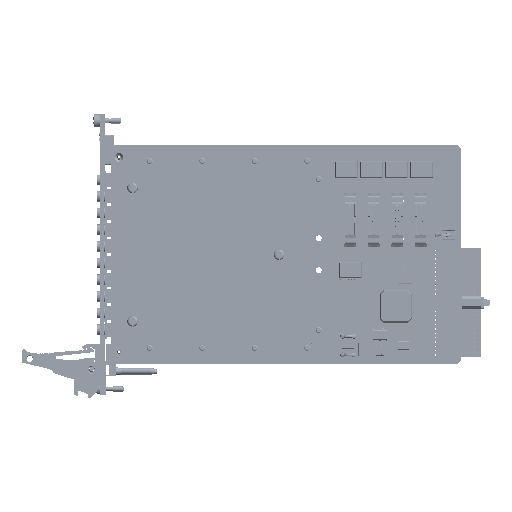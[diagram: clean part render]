
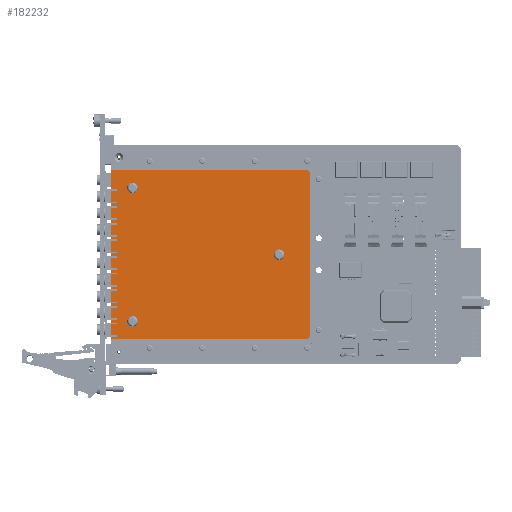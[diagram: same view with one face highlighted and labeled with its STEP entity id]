
A CAD part, top view. The second image highlights one B-rep face of the part: STEP entity #182232.
In plain terms, the highlighted planar face has unit normal (0, 0, 1).
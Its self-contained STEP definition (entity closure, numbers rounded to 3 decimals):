
#4385 = PLANE ( 'NONE',  #152280 ) ;
#4393 = CARTESIAN_POINT ( 'NONE',  ( 5.325, -32.663, 6.13 ) ) ;
#4394 = DIRECTION ( 'NONE',  ( 0., 0., 1. ) ) ;
#4395 = DIRECTION ( 'NONE',  ( -1., 0., 0. ) ) ;
#5800 = EDGE_LOOP ( 'NONE', ( #16720 ) ) ;
#5804 = EDGE_LOOP ( 'NONE', ( #16703, #16706, #16708, #16711, #16714, #16717 ) ) ;
#5811 = EDGE_LOOP ( 'NONE', ( #16723 ) ) ;
#5822 = EDGE_LOOP ( 'NONE', ( #16725 ) ) ;
#16703 = ORIENTED_EDGE ( 'NONE', *, *, #22623, .F. ) ;
#16706 = ORIENTED_EDGE ( 'NONE', *, *, #21595, .F. ) ;
#16708 = ORIENTED_EDGE ( 'NONE', *, *, #21624, .F. ) ;
#16711 = ORIENTED_EDGE ( 'NONE', *, *, #21652, .F. ) ;
#16714 = ORIENTED_EDGE ( 'NONE', *, *, #21683, .F. ) ;
#16717 = ORIENTED_EDGE ( 'NONE', *, *, #22644, .F. ) ;
#16720 = ORIENTED_EDGE ( 'NONE', *, *, #22654, .T. ) ;
#16723 = ORIENTED_EDGE ( 'NONE', *, *, #22665, .T. ) ;
#16725 = ORIENTED_EDGE ( 'NONE', *, *, #22671, .T. ) ;
#21595 = EDGE_CURVE ( 'NONE', #209653, #209641, #130304, .T. ) ;
#21624 = EDGE_CURVE ( 'NONE', #209650, #209653, #48577, .T. ) ;
#21652 = EDGE_CURVE ( 'NONE', #209657, #209650, #48646, .T. ) ;
#21683 = EDGE_CURVE ( 'NONE', #209659, #209657, #48700, .T. ) ;
#22623 = EDGE_CURVE ( 'NONE', #209641, #209882, #257331, .T. ) ;
#22644 = EDGE_CURVE ( 'NONE', #209882, #209659, #257345, .T. ) ;
#22654 = EDGE_CURVE ( 'NONE', #150209, #150209, #257352, .T. ) ;
#22665 = EDGE_CURVE ( 'NONE', #150215, #150215, #257360, .T. ) ;
#22671 = EDGE_CURVE ( 'NONE', #150217, #150217, #257354, .T. ) ;
#26268 = CARTESIAN_POINT ( 'NONE',  ( -74.225, 36.626, 6.13 ) ) ;
#26279 = CARTESIAN_POINT ( 'NONE',  ( -74.225, -24.334, 6.13 ) ) ;
#26281 = CARTESIAN_POINT ( 'NONE',  ( -7.225, 6.137, 6.13 ) ) ;
#48577 = LINE ( 'NONE', #129470, #48580 ) ;
#48580 = VECTOR ( 'NONE', #129476, 1000. ) ;
#48646 = CIRCLE ( 'NONE', #55852, 1.9 ) ;
#48700 = LINE ( 'NONE', #129652, #48721 ) ;
#48721 = VECTOR ( 'NONE', #129656, 1000. ) ;
#55847 = AXIS2_PLACEMENT_3D ( 'NONE', #129386, #129387, #129390 ) ;
#55852 = AXIS2_PLACEMENT_3D ( 'NONE', #129566, #129569, #129570 ) ;
#94207 = CARTESIAN_POINT ( 'NONE',  ( 3.325, -32.563, 6.13 ) ) ;
#94219 = CARTESIAN_POINT ( 'NONE',  ( 5.225, 42.937, 6.13 ) ) ;
#94222 = CARTESIAN_POINT ( 'NONE',  ( 5.225, -30.663, 6.13 ) ) ;
#94231 = CARTESIAN_POINT ( 'NONE',  ( 3.325, 44.837, 6.13 ) ) ;
#94235 = CARTESIAN_POINT ( 'NONE',  ( -85.975, 44.837, 6.13 ) ) ;
#94568 = CARTESIAN_POINT ( 'NONE',  ( -85.975, -32.563, 6.13 ) ) ;
#129386 = CARTESIAN_POINT ( 'NONE',  ( 3.325, -30.663, 6.13 ) ) ;
#129387 = DIRECTION ( 'NONE',  ( 0., 0., -1. ) ) ;
#129390 = DIRECTION ( 'NONE',  ( -1., 0., 0. ) ) ;
#129470 = CARTESIAN_POINT ( 'NONE',  ( 5.225, -30.663, 6.13 ) ) ;
#129476 = DIRECTION ( 'NONE',  ( 0., -1., 0. ) ) ;
#129566 = CARTESIAN_POINT ( 'NONE',  ( 3.325, 42.937, 6.13 ) ) ;
#129569 = DIRECTION ( 'NONE',  ( 0., 0., -1. ) ) ;
#129570 = DIRECTION ( 'NONE',  ( -1., 0., 0. ) ) ;
#129652 = CARTESIAN_POINT ( 'NONE',  ( 3.325, 44.837, 6.13 ) ) ;
#129656 = DIRECTION ( 'NONE',  ( 1., 0., 0. ) ) ;
#130304 = CIRCLE ( 'NONE', #55847, 1.9 ) ;
#150209 = VERTEX_POINT ( 'NONE', #26268 ) ;
#150215 = VERTEX_POINT ( 'NONE', #26279 ) ;
#150217 = VERTEX_POINT ( 'NONE', #26281 ) ;
#152280 = AXIS2_PLACEMENT_3D ( 'NONE', #4393, #4394, #4395 ) ;
#158352 = FACE_OUTER_BOUND ( 'NONE', #5804, .T. ) ;
#158354 = FACE_BOUND ( 'NONE', #5811, .T. ) ;
#158358 = FACE_BOUND ( 'NONE', #5822, .T. ) ;
#158361 = FACE_BOUND ( 'NONE', #5800, .T. ) ;
#181955 = AXIS2_PLACEMENT_3D ( 'NONE', #192042, #192043, #192044 ) ;
#181973 = AXIS2_PLACEMENT_3D ( 'NONE', #192066, #192068, #192069 ) ;
#181976 = AXIS2_PLACEMENT_3D ( 'NONE', #192076, #192078, #192080 ) ;
#182232 = ADVANCED_FACE ( 'NONE', ( #158352, #158361, #158354, #158358 ), #4385, .T. ) ;
#191980 = CARTESIAN_POINT ( 'NONE',  ( -85.975, -32.563, 6.13 ) ) ;
#191983 = DIRECTION ( 'NONE',  ( -1., 0., 0. ) ) ;
#192019 = CARTESIAN_POINT ( 'NONE',  ( -85.975, 46.837, 6.13 ) ) ;
#192021 = DIRECTION ( 'NONE',  ( 0., 1., 0. ) ) ;
#192042 = CARTESIAN_POINT ( 'NONE',  ( -75.975, 36.626, 6.13 ) ) ;
#192043 = DIRECTION ( 'NONE',  ( 0., 0., -1. ) ) ;
#192044 = DIRECTION ( 'NONE',  ( 1., 0., 0. ) ) ;
#192066 = CARTESIAN_POINT ( 'NONE',  ( -75.975, -24.334, 6.13 ) ) ;
#192068 = DIRECTION ( 'NONE',  ( 0., 0., -1. ) ) ;
#192069 = DIRECTION ( 'NONE',  ( 1., 0., 0. ) ) ;
#192076 = CARTESIAN_POINT ( 'NONE',  ( -8.975, 6.137, 6.13 ) ) ;
#192078 = DIRECTION ( 'NONE',  ( 0., 0., -1. ) ) ;
#192080 = DIRECTION ( 'NONE',  ( 1., 0., 0. ) ) ;
#209641 = VERTEX_POINT ( 'NONE', #94207 ) ;
#209650 = VERTEX_POINT ( 'NONE', #94219 ) ;
#209653 = VERTEX_POINT ( 'NONE', #94222 ) ;
#209657 = VERTEX_POINT ( 'NONE', #94231 ) ;
#209659 = VERTEX_POINT ( 'NONE', #94235 ) ;
#209882 = VERTEX_POINT ( 'NONE', #94568 ) ;
#257331 = LINE ( 'NONE', #191980, #257334 ) ;
#257334 = VECTOR ( 'NONE', #191983, 1000. ) ;
#257345 = LINE ( 'NONE', #192019, #257348 ) ;
#257348 = VECTOR ( 'NONE', #192021, 1000. ) ;
#257352 = CIRCLE ( 'NONE', #181955, 1.75 ) ;
#257354 = CIRCLE ( 'NONE', #181976, 1.75 ) ;
#257360 = CIRCLE ( 'NONE', #181973, 1.75 ) ;
